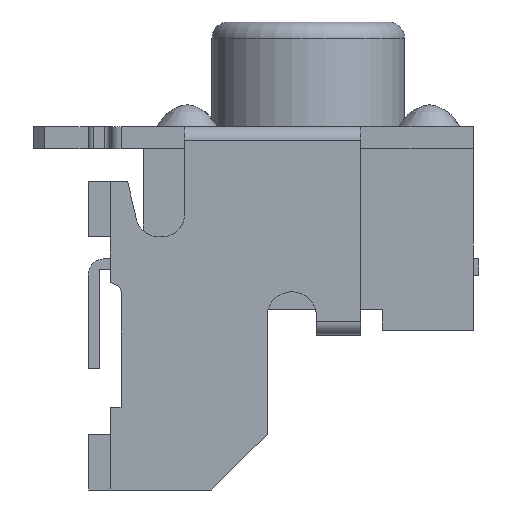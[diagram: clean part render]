
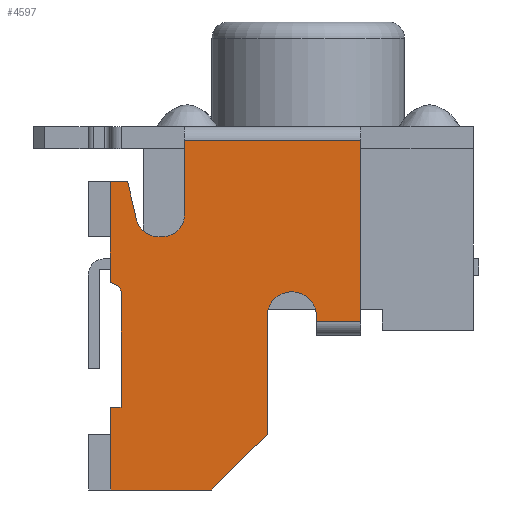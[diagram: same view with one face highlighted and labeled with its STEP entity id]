
A CAD part, front view. The second image highlights one B-rep face of the part: STEP entity #4597.
In plain terms, the highlighted planar face has unit normal (0, -1, 0).
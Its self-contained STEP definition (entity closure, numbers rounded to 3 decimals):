
#218=PLANE('',#4955);
#539=LINE('',#7327,#1049);
#542=LINE('',#7333,#1052);
#545=LINE('',#7341,#1055);
#554=LINE('',#7360,#1064);
#557=LINE('',#7366,#1067);
#560=LINE('',#7372,#1070);
#564=LINE('',#7384,#1074);
#568=LINE('',#7391,#1078);
#572=LINE('',#7403,#1082);
#577=LINE('',#7412,#1087);
#585=LINE('',#7432,#1095);
#590=LINE('',#7442,#1100);
#591=LINE('',#7447,#1101);
#659=LINE('',#7604,#1169);
#663=LINE('',#7613,#1173);
#665=LINE('',#7621,#1175);
#692=LINE('',#7684,#1202);
#693=LINE('',#7685,#1203);
#1049=VECTOR('',#5739,10.);
#1052=VECTOR('',#5744,10.);
#1055=VECTOR('',#5751,10.);
#1064=VECTOR('',#5764,10.);
#1067=VECTOR('',#5769,10.);
#1070=VECTOR('',#5774,10.);
#1074=VECTOR('',#5786,10.);
#1078=VECTOR('',#5792,10.);
#1082=VECTOR('',#5800,10.);
#1087=VECTOR('',#5807,10.);
#1095=VECTOR('',#5823,10.);
#1100=VECTOR('',#5834,10.);
#1101=VECTOR('',#5839,10.);
#1169=VECTOR('',#5971,10.);
#1173=VECTOR('',#5977,10.);
#1175=VECTOR('',#5987,10.);
#1202=VECTOR('',#6048,10.);
#1203=VECTOR('',#6049,10.);
#1519=FACE_OUTER_BOUND('',#1768,.T.);
#1768=EDGE_LOOP('',(#3968,#3969,#3970,#3971,#3972,#3973,#3974,#3975,#3976,
#3977,#3978,#3979,#3980,#3981,#3982,#3983,#3984,#3985,#3986,#3987,#3988,
#3989));
#1891=CIRCLE('',#4876,0.45);
#1894=CIRCLE('',#4887,0.15);
#1910=CIRCLE('',#4936,0.4);
#1912=CIRCLE('',#4940,0.4);
#2211=VERTEX_POINT('',#7318);
#2212=VERTEX_POINT('',#7320);
#2214=VERTEX_POINT('',#7326);
#2216=VERTEX_POINT('',#7332);
#2219=VERTEX_POINT('',#7340);
#2226=VERTEX_POINT('',#7357);
#2227=VERTEX_POINT('',#7359);
#2229=VERTEX_POINT('',#7365);
#2231=VERTEX_POINT('',#7371);
#2233=VERTEX_POINT('',#7377);
#2235=VERTEX_POINT('',#7383);
#2236=VERTEX_POINT('',#7387);
#2242=VERTEX_POINT('',#7400);
#2243=VERTEX_POINT('',#7402);
#2246=VERTEX_POINT('',#7409);
#2253=VERTEX_POINT('',#7429);
#2256=VERTEX_POINT('',#7440);
#2257=VERTEX_POINT('',#7444);
#2315=VERTEX_POINT('',#7602);
#2317=VERTEX_POINT('',#7607);
#2319=VERTEX_POINT('',#7611);
#2320=VERTEX_POINT('',#7618);
#2768=EDGE_CURVE('',#2211,#2212,#1891,.T.);
#2771=EDGE_CURVE('',#2212,#2214,#539,.T.);
#2774=EDGE_CURVE('',#2214,#2216,#542,.T.);
#2778=EDGE_CURVE('',#2216,#2219,#545,.T.);
#2787=EDGE_CURVE('',#2226,#2227,#554,.T.);
#2790=EDGE_CURVE('',#2227,#2229,#557,.T.);
#2793=EDGE_CURVE('',#2229,#2231,#560,.T.);
#2796=EDGE_CURVE('',#2231,#2233,#1894,.T.);
#2799=EDGE_CURVE('',#2233,#2235,#564,.T.);
#2803=EDGE_CURVE('',#2235,#2236,#568,.T.);
#2808=EDGE_CURVE('',#2243,#2242,#572,.T.);
#2813=EDGE_CURVE('',#2243,#2246,#577,.T.);
#2822=EDGE_CURVE('',#2253,#2211,#585,.T.);
#2828=EDGE_CURVE('',#2256,#2253,#590,.T.);
#2830=EDGE_CURVE('',#2257,#2256,#591,.T.);
#2909=EDGE_CURVE('',#2315,#2257,#659,.T.);
#2913=EDGE_CURVE('',#2319,#2317,#663,.T.);
#2914=EDGE_CURVE('',#2246,#2319,#1910,.T.);
#2917=EDGE_CURVE('',#2320,#2315,#665,.T.);
#2921=EDGE_CURVE('',#2317,#2320,#1912,.T.);
#2950=EDGE_CURVE('',#2226,#2219,#692,.T.);
#2951=EDGE_CURVE('',#2242,#2236,#693,.T.);
#3968=ORIENTED_EDGE('',*,*,#2950,.T.);
#3969=ORIENTED_EDGE('',*,*,#2778,.F.);
#3970=ORIENTED_EDGE('',*,*,#2774,.F.);
#3971=ORIENTED_EDGE('',*,*,#2771,.F.);
#3972=ORIENTED_EDGE('',*,*,#2768,.F.);
#3973=ORIENTED_EDGE('',*,*,#2822,.F.);
#3974=ORIENTED_EDGE('',*,*,#2828,.F.);
#3975=ORIENTED_EDGE('',*,*,#2830,.F.);
#3976=ORIENTED_EDGE('',*,*,#2909,.F.);
#3977=ORIENTED_EDGE('',*,*,#2917,.F.);
#3978=ORIENTED_EDGE('',*,*,#2921,.F.);
#3979=ORIENTED_EDGE('',*,*,#2913,.F.);
#3980=ORIENTED_EDGE('',*,*,#2914,.F.);
#3981=ORIENTED_EDGE('',*,*,#2813,.F.);
#3982=ORIENTED_EDGE('',*,*,#2808,.T.);
#3983=ORIENTED_EDGE('',*,*,#2951,.T.);
#3984=ORIENTED_EDGE('',*,*,#2803,.F.);
#3985=ORIENTED_EDGE('',*,*,#2799,.F.);
#3986=ORIENTED_EDGE('',*,*,#2796,.F.);
#3987=ORIENTED_EDGE('',*,*,#2793,.F.);
#3988=ORIENTED_EDGE('',*,*,#2790,.F.);
#3989=ORIENTED_EDGE('',*,*,#2787,.F.);
#4597=ADVANCED_FACE('',(#1519),#218,.T.);
#4876=AXIS2_PLACEMENT_3D('',#7321,#5733,#5734);
#4887=AXIS2_PLACEMENT_3D('',#7378,#5780,#5781);
#4936=AXIS2_PLACEMENT_3D('',#7615,#5980,#5981);
#4940=AXIS2_PLACEMENT_3D('',#7627,#5993,#5994);
#4955=AXIS2_PLACEMENT_3D('',#7683,#6046,#6047);
#5733=DIRECTION('center_axis',(0.,-1.,0.));
#5734=DIRECTION('ref_axis',(1.,0.,0.));
#5739=DIRECTION('',(0.,0.,-1.));
#5744=DIRECTION('',(-0.707,0.,-0.707));
#5751=DIRECTION('',(-1.,0.,0.));
#5764=DIRECTION('',(0.,0.,1.));
#5769=DIRECTION('',(1.,0.,-0.001));
#5774=DIRECTION('',(0.001,0.,1.));
#5780=DIRECTION('center_axis',(0.,-1.,0.));
#5781=DIRECTION('ref_axis',(1.,0.,-0.001));
#5786=DIRECTION('',(-0.918,0.,0.396));
#5792=DIRECTION('',(0.,0.,1.));
#5800=DIRECTION('',(-1.,0.,0.));
#5807=DIRECTION('',(0.225,0.,-0.974));
#5823=DIRECTION('',(0.,0.,1.));
#5834=DIRECTION('',(-1.,0.,0.));
#5839=DIRECTION('',(0.,0.,-1.));
#5971=DIRECTION('',(1.,0.,0.));
#5977=DIRECTION('',(1.,0.,0.));
#5980=DIRECTION('center_axis',(0.,-1.,0.));
#5981=DIRECTION('ref_axis',(-0.623,0.,-0.783));
#5987=DIRECTION('',(0.,0.,1.));
#5993=DIRECTION('center_axis',(0.,-1.,0.));
#5994=DIRECTION('ref_axis',(0.707,0.,-0.707));
#6046=DIRECTION('center_axis',(0.,-1.,0.));
#6047=DIRECTION('ref_axis',(0.,0.,
-1.));
#6048=DIRECTION('',(0.,0.,-1.));
#6049=DIRECTION('',(0.,0.,-1.));
#7318=CARTESIAN_POINT('',(0.15,-3.55,-0.13));
#7320=CARTESIAN_POINT('',(-0.75,-3.55,-0.13));
#7321=CARTESIAN_POINT('Origin',(-0.3,-3.55,-0.13));
#7326=CARTESIAN_POINT('',(-0.75,-3.55,-2.28));
#7327=CARTESIAN_POINT('',(-0.75,-3.55,-0.13));
#7332=CARTESIAN_POINT('',(-1.75,-3.55,-3.28));
#7333=CARTESIAN_POINT('',(-0.75,-3.55,-2.28));
#7340=CARTESIAN_POINT('',(-3.591,-3.55,-3.28));
#7341=CARTESIAN_POINT('',(-1.75,-3.55,-3.28));
#7357=CARTESIAN_POINT('',(-3.591,-3.55,-2.28));
#7359=CARTESIAN_POINT('',(-3.591,-3.55,-1.78));
#7360=CARTESIAN_POINT('',(-3.591,-3.55,-2.28));
#7365=CARTESIAN_POINT('',(-3.401,-3.55,-1.781));
#7366=CARTESIAN_POINT('',(-3.591,-3.55,-1.78));
#7371=CARTESIAN_POINT('',(-3.398,-3.55,0.302));
#7372=CARTESIAN_POINT('',(-3.401,-3.55,-1.781));
#7377=CARTESIAN_POINT('',(-3.489,-3.55,0.44));
#7378=CARTESIAN_POINT('Origin',(-3.548,-3.55,0.302));
#7383=CARTESIAN_POINT('',(-3.6,-3.55,0.488));
#7384=CARTESIAN_POINT('',(-3.489,-3.55,0.44));
#7387=CARTESIAN_POINT('',(-3.6,-3.55,1.32));
#7391=CARTESIAN_POINT('',(-3.6,-3.55,0.488));
#7400=CARTESIAN_POINT('',(-3.6,-3.55,2.32));
#7402=CARTESIAN_POINT('',(-3.281,-3.55,2.32));
#7403=CARTESIAN_POINT('',(-3.6,-3.55,2.32));
#7409=CARTESIAN_POINT('',(-3.122,-3.55,1.63));
#7412=CARTESIAN_POINT('',(-3.281,-3.55,2.32));
#7429=CARTESIAN_POINT('',(0.15,-3.55,-0.22));
#7432=CARTESIAN_POINT('',(0.15,-3.55,-0.47));
#7440=CARTESIAN_POINT('',(0.95,-3.55,-0.22));
#7442=CARTESIAN_POINT('',(0.55,-3.55,-0.22));
#7444=CARTESIAN_POINT('',(0.95,-3.55,3.07));
#7447=CARTESIAN_POINT('',(0.95,-3.55,2.92));
#7602=CARTESIAN_POINT('',(-2.25,-3.55,3.07));
#7604=CARTESIAN_POINT('',(0.311,-3.55,3.07));
#7607=CARTESIAN_POINT('',(-2.65,-3.55,1.32));
#7611=CARTESIAN_POINT('',(-2.732,-3.55,1.32));
#7613=CARTESIAN_POINT('',(-3.05,-3.55,1.32));
#7615=CARTESIAN_POINT('Origin',(-2.732,-3.55,1.72));
#7618=CARTESIAN_POINT('',(-2.25,-3.55,1.72));
#7621=CARTESIAN_POINT('',(-2.25,-3.55,1.32));
#7627=CARTESIAN_POINT('Origin',(-2.65,-3.55,1.72));
#7683=CARTESIAN_POINT('Origin',(0.95,-3.55,2.92));
#7684=CARTESIAN_POINT('',(-3.591,-3.55,-0.18));
#7685=CARTESIAN_POINT('',(-3.6,-3.55,2.12));
